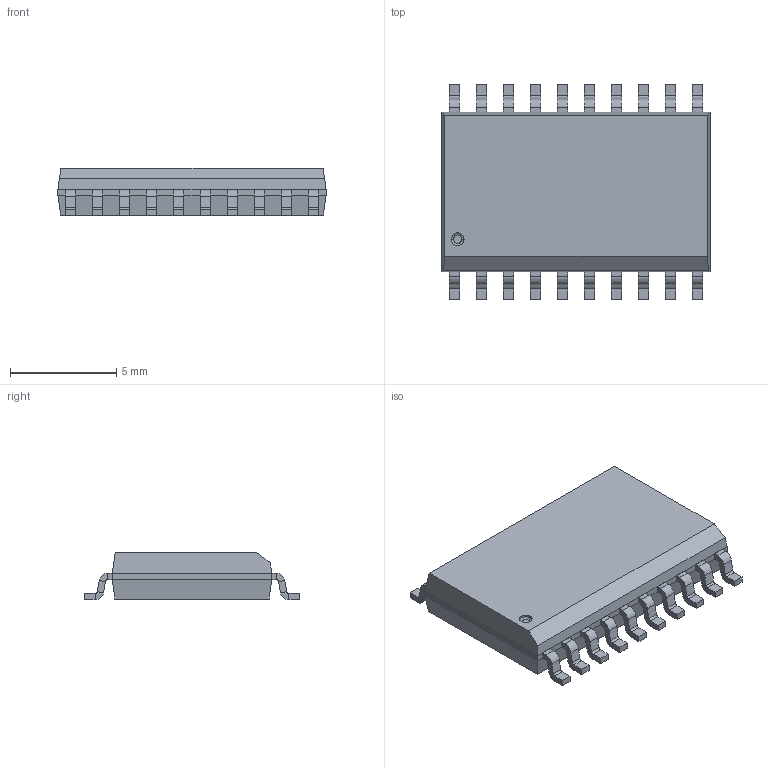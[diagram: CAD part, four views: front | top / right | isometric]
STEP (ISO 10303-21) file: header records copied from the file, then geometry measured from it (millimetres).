
FILE_DESCRIPTION (( 'STEP AP214' ), '1' );
FILE_NAME ('26D207DD-3CC9-422E-BFD9-68C1528BE6E7.STEP', '2023-08-21T08:18:33', ( '' ), ( '' ), 'SwSTEP 2.0', 'SolidWorks 2022', '' );
FILE_SCHEMA (( 'AUTOMOTIVE_DESIGN' ));
Length unit declared in the file: millimetre
Products named in the file (1): 26D207DD-3CC9-422E-BFD9-68C1528BE6E7
Bounding box: 12.6 x 10.13 x 2.24 mm (x, y, z)
Volume: 206.9 mm3; surface area: 332.1 mm2
Topology: 21 solids, 21 shells, 460 faces, 921 edges, 504 vertices
Faces by surface type: plane 376, cylinder 82, torus 2
Entity records: 14632 total; most frequent: DIRECTION 2011, CARTESIAN_POINT 1886, ORIENTED_EDGE 1842, EDGE_CURVE 921, VECTOR 753, LINE 753, AXIS2_PLACEMENT_3D 629, VERTEX_POINT 504
